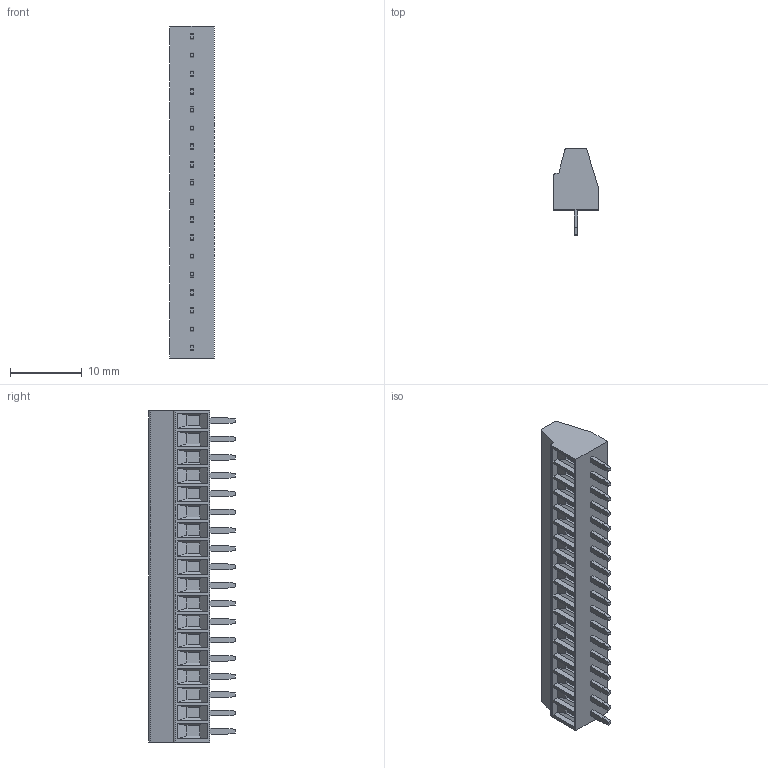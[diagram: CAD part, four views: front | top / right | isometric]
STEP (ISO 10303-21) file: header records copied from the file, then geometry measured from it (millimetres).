
FILE_DESCRIPTION((''),'2;1');
FILE_NAME('PRT0008','2024-08-24T10:21:10',('tluser'),(''),'CREO PARAMETRIC BY PTC INC, 2018100','CREO PARAMETRIC BY PTC INC, 2018100','');
FILE_SCHEMA(('AUTOMOTIVE_DESIGN { 1 0 10303 214 1 1 1 1 }'));
Length unit declared in the file: millimetre
Products named in the file (1): PRT0008
Bounding box: 6.2 x 12 x 46.18 mm (x, y, z)
Volume: 1843.6 mm3; surface area: 1863 mm2
Topology: 1 solids, 1 shells, 481 faces, 1167 edges, 742 vertices
Faces by surface type: plane 441, cylinder 40
Entity records: 13883 total; most frequent: CARTESIAN_POINT 2401, ORIENTED_EDGE 2334, DIRECTION 2294, EDGE_CURVE 1167, VECTOR 1015, LINE 1015, VERTEX_POINT 742, AXIS2_PLACEMENT_3D 638
